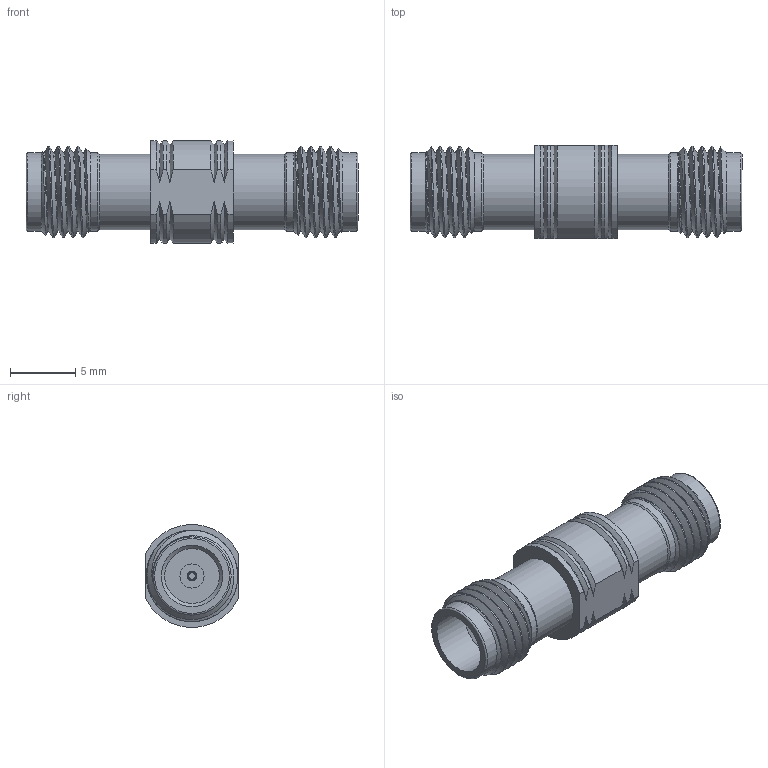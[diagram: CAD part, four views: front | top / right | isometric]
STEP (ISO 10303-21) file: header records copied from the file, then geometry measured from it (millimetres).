
FILE_DESCRIPTION (( 'STEP AP203' ), '1' );
FILE_NAME ('PE91084_3D.step', '2021-05-17T16:07:59', ( '' ), ( '' ), 'SwSTEP 2.0', 'SolidWorks 2020', '' );
FILE_SCHEMA (( 'CONFIG_CONTROL_DESIGN' ));
Length unit declared in the file: inch
Products named in the file (1): PE91084_3D
Bounding box: 25.4 x 7.11 x 7.84 mm (x, y, z)
Volume: 726.3 mm3; surface area: 884.6 mm2
Topology: 1 solids, 1 shells, 92 faces, 232 edges, 150 vertices
Faces by surface type: cone 30, plane 28, cylinder 26, bspline 6, torus 2
Full cylindrical faces by diameter (mm): 0.508 x2, 0.762 x2, 1.85 x2, 4.699 x2, 5.772 x2, 5.984 x4
Entity records: 5121 total; most frequent: CARTESIAN_POINT 3097, ORIENTED_EDGE 392, DIRECTION 386, EDGE_CURVE 196, AXIS2_PLACEMENT_3D 165, VERTEX_POINT 140, EDGE_LOOP 122, FACE_OUTER_BOUND 106
